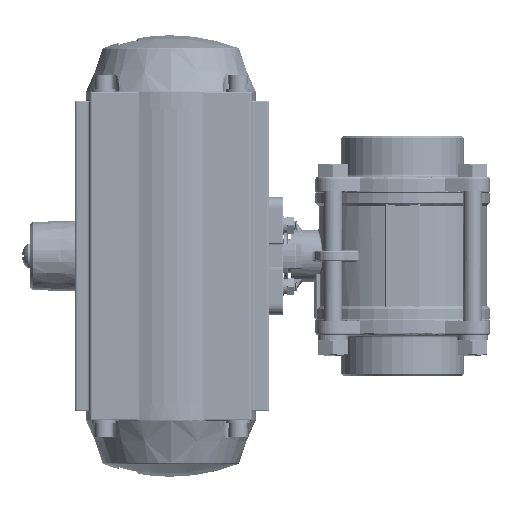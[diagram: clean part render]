
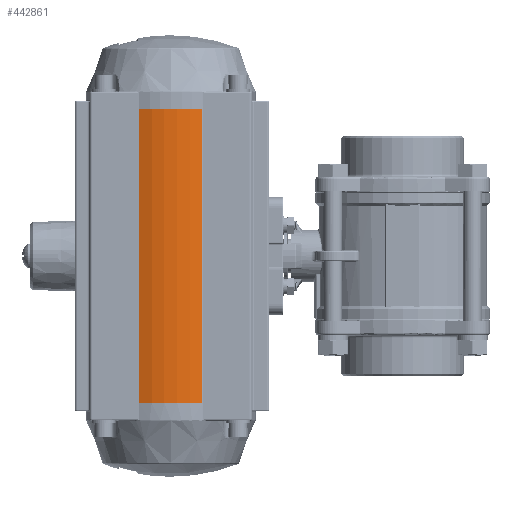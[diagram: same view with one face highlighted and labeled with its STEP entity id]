
A CAD part, left-side view. The second image highlights one B-rep face of the part: STEP entity #442861.
In plain terms, the highlighted cylindrical face has radius 68.5 mm (diameter 137 mm), a partial arc.
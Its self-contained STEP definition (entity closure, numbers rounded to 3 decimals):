
#26992 = CYLINDRICAL_SURFACE ( 'NONE', #287278, 68.5 ) ;
#28007 = LINE ( 'NONE', #300161, #359238 ) ;
#31249 = ORIENTED_EDGE ( 'NONE', *, *, #298871, .F. ) ;
#37446 = DIRECTION ( 'NONE',  ( 0., 0., 1. ) ) ;
#60434 = EDGE_LOOP ( 'NONE', ( #474342, #477055, #31249, #485319 ) ) ;
#84547 = CARTESIAN_POINT ( 'NONE',  ( 0., 187.3, 119. ) ) ;
#85066 = VERTEX_POINT ( 'NONE', #305978 ) ;
#107290 = CIRCLE ( 'NONE', #178610, 68.5 ) ;
#129904 = DIRECTION ( 'NONE',  ( 1., 0., 0. ) ) ;
#168050 = DIRECTION ( 'NONE',  ( 0., 0., 1. ) ) ;
#171278 = CARTESIAN_POINT ( 'NONE',  ( 0., 187.3, -119. ) ) ;
#174303 = LINE ( 'NONE', #291268, #294185 ) ;
#178610 = AXIS2_PLACEMENT_3D ( 'NONE', #84547, #399758, #129904 ) ;
#189281 = FACE_OUTER_BOUND ( 'NONE', #60434, .T. ) ;
#216555 = DIRECTION ( 'NONE',  ( 1., 0., 0. ) ) ;
#218721 = DIRECTION ( 'NONE',  ( 1., 0., 0. ) ) ;
#233439 = EDGE_CURVE ( 'NONE', #528859, #257779, #174303, .T. ) ;
#234826 = AXIS2_PLACEMENT_3D ( 'NONE', #171278, #486453, #216555 ) ;
#257481 = VERTEX_POINT ( 'NONE', #274171 ) ;
#257779 = VERTEX_POINT ( 'NONE', #330559 ) ;
#274171 = CARTESIAN_POINT ( 'NONE',  ( -63.642, 161.963, -119. ) ) ;
#287278 = AXIS2_PLACEMENT_3D ( 'NONE', #488615, #37446, #218721 ) ;
#291268 = CARTESIAN_POINT ( 'NONE',  ( -63.642, 212.637, -119. ) ) ;
#294185 = VECTOR ( 'NONE', #561095, 1000. ) ;
#298871 = EDGE_CURVE ( 'NONE', #528859, #85066, #107290, .T. ) ;
#300161 = CARTESIAN_POINT ( 'NONE',  ( -63.642, 161.963, -119. ) ) ;
#305978 = CARTESIAN_POINT ( 'NONE',  ( -63.642, 161.963, 119. ) ) ;
#330559 = CARTESIAN_POINT ( 'NONE',  ( -63.642, 212.637, -119. ) ) ;
#359238 = VECTOR ( 'NONE', #168050, 1000. ) ;
#394429 = EDGE_CURVE ( 'NONE', #257481, #85066, #28007, .T. ) ;
#399758 = DIRECTION ( 'NONE',  ( 0., 0., 1. ) ) ;
#442861 = ADVANCED_FACE ( 'NONE', ( #189281 ), #26992, .T. ) ;
#449093 = CARTESIAN_POINT ( 'NONE',  ( -63.642, 212.637, 119. ) ) ;
#468092 = CIRCLE ( 'NONE', #234826, 68.5 ) ;
#474342 = ORIENTED_EDGE ( 'NONE', *, *, #493734, .T. ) ;
#477055 = ORIENTED_EDGE ( 'NONE', *, *, #394429, .T. ) ;
#485319 = ORIENTED_EDGE ( 'NONE', *, *, #233439, .T. ) ;
#486453 = DIRECTION ( 'NONE',  ( 0., 0., 1. ) ) ;
#488615 = CARTESIAN_POINT ( 'NONE',  ( 0., 187.3, -119. ) ) ;
#493734 = EDGE_CURVE ( 'NONE', #257779, #257481, #468092, .T. ) ;
#528859 = VERTEX_POINT ( 'NONE', #449093 ) ;
#561095 = DIRECTION ( 'NONE',  ( 0., 0., -1. ) ) ;
